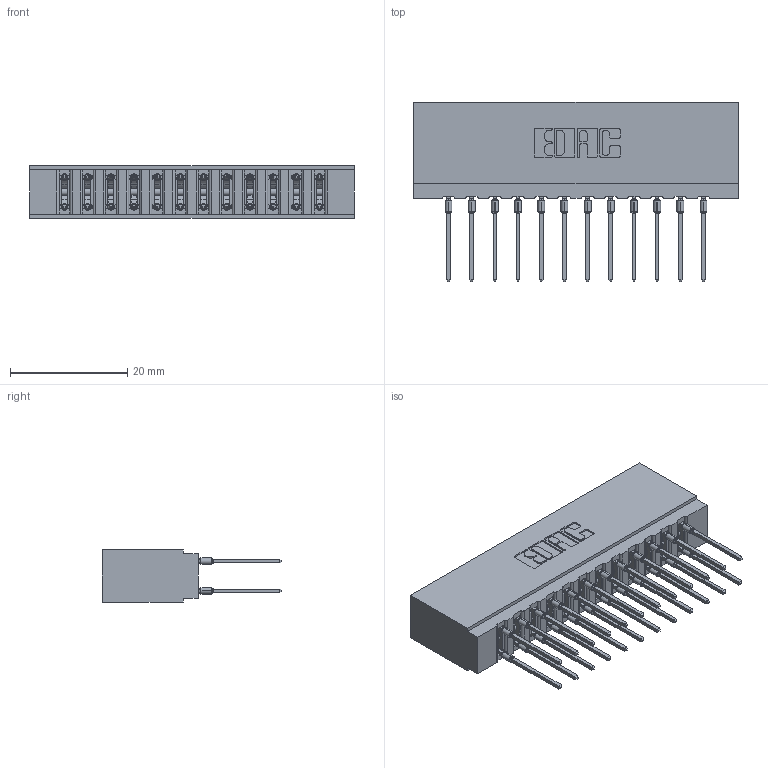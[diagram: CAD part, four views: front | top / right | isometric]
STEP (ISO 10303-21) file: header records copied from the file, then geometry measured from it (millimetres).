
FILE_DESCRIPTION (( 'STEP AP203' ), '1' );
FILE_NAME ('737-024-545-201.STEP', '2026-03-05T21:55:01', ( '' ), ( '' ), 'SwSTEP 2.0', 'SolidWorks 2023', '' );
FILE_SCHEMA (( 'CONFIG_CONTROL_DESIGN' ));
Length unit declared in the file: millimetre
Products named in the file (3): 745-292-001_545; 737-024-545-201; 737 Part_Insulator Option - 01
Assembly tree (25 placements, depth 2):
  737-024-545-201
    737 Part_Insulator Option - 01
    745-292-001_545  x24
Bounding box: 55.42 x 30.62 x 8.89 mm (x, y, z)
Volume: 5691.8 mm3; surface area: 8377.6 mm2
Topology: 25 solids, 25 shells, 2254 faces, 6063 edges, 3818 vertices
Faces by surface type: plane 1170, bspline 480, cylinder 460, torus 144
Entity records: 24661 total; most frequent: CARTESIAN_POINT 4793, ORIENTED_EDGE 4168, DIRECTION 3664, EDGE_CURVE 2084, VECTOR 1830, LINE 1830, VERTEX_POINT 1334, AXIS2_PLACEMENT_3D 917
